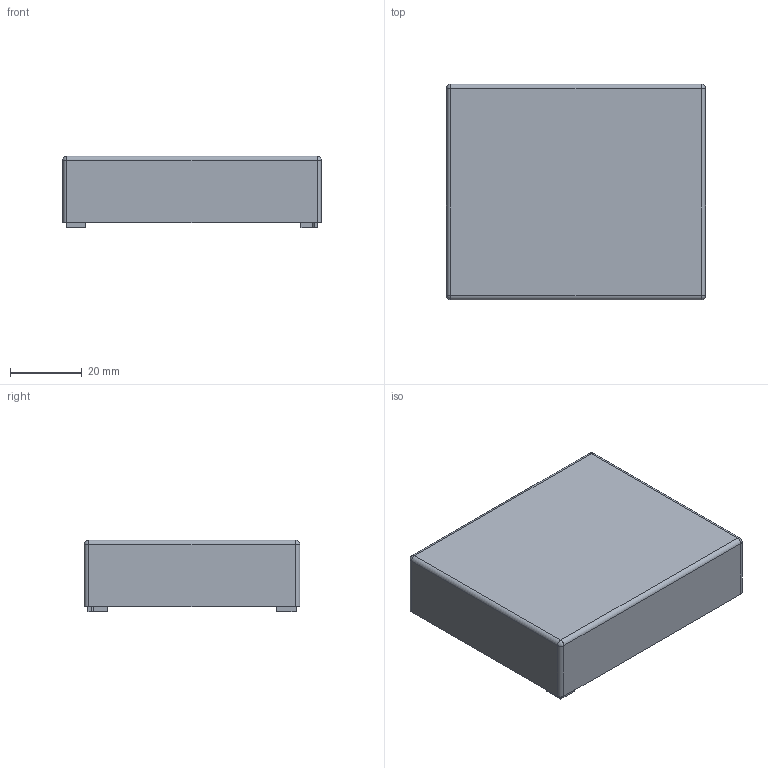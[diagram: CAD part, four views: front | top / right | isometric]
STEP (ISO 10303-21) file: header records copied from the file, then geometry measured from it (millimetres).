
FILE_DESCRIPTION((''),'2;1');
FILE_NAME('QTJC_UP_20170602','2017-06-03T',('Administrator'),(''),'PRO/ENGINEER BY PARAMETRIC TECHNOLOGY CORPORATION, 2010280','PRO/ENGINEER BY PARAMETRIC TECHNOLOGY CORPORATION, 2010280','');
FILE_SCHEMA(('CONFIG_CONTROL_DESIGN'));
Length unit declared in the file: millimetre
Products named in the file (1): QTJC_UP_20170602
Bounding box: 72 x 60 x 19.9 mm (x, y, z)
Volume: 14553.7 mm3; surface area: 18368.6 mm2
Topology: 1 solids, 1 shells, 64 faces, 162 edges, 104 vertices
Faces by surface type: plane 39, cylinder 21, sphere 4
Entity records: 1950 total; most frequent: DIRECTION 332, CARTESIAN_POINT 330, ORIENTED_EDGE 324, EDGE_CURVE 162, VECTOR 120, LINE 120, AXIS2_PLACEMENT_3D 106, VERTEX_POINT 104
